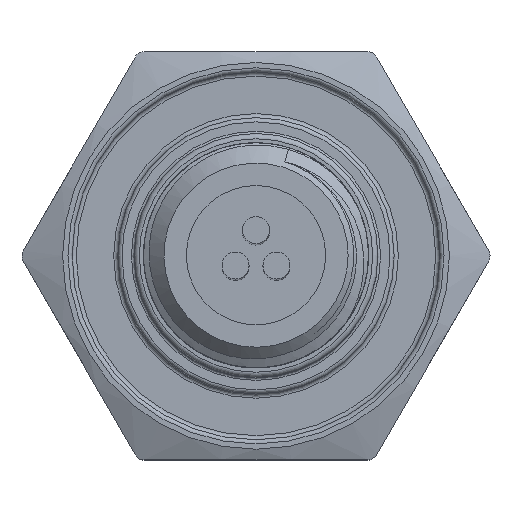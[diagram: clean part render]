
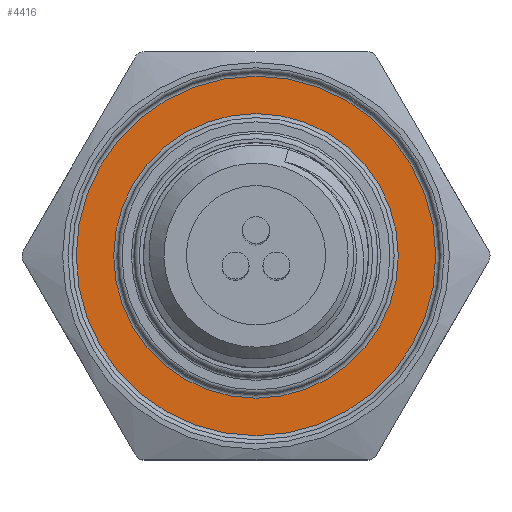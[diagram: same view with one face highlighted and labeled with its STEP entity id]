
A CAD part, top view. The second image highlights one B-rep face of the part: STEP entity #4416.
In plain terms, the highlighted planar face has unit normal (0, 0, 1).
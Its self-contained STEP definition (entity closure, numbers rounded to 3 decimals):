
#139=FACE_BOUND($,#1213,.T.);
#204=CIRCLE($,#4664,8.782);
#207=CIRCLE($,#4668,6.953);
#923=FACE_OUTER_BOUND($,#1212,.T.);
#1212=EDGE_LOOP($,(#3223));
#1213=EDGE_LOOP($,(#3224));
#2009=VERTEX_POINT($,#7212);
#2012=VERTEX_POINT($,#7219);
#2466=EDGE_CURVE($,#2009,#2009,#204,.T.);
#2469=EDGE_CURVE($,#2012,#2012,#207,.T.);
#3223=ORIENTED_EDGE($,*,*,#2466,.T.);
#3224=ORIENTED_EDGE($,*,*,#2469,.T.);
#4288=PLANE($,#4734);
#4416=ADVANCED_FACE($,(#923,#139),#4288,.T.);
#4664=AXIS2_PLACEMENT_3D($,#7213,#5001,#5002);
#4668=AXIS2_PLACEMENT_3D($,#7220,#5009,#5010);
#4734=AXIS2_PLACEMENT_3D($,#7636,#5157,#5158);
#5001=DIRECTION('center_axis',(0.,0.,1.));
#5002=DIRECTION('ref_axis',(1.,0.,0.));
#5009=DIRECTION('center_axis',(0.,0.,-1.));
#5010=DIRECTION('ref_axis',(1.,0.,0.));
#5157=DIRECTION('center_axis',(0.,0.,1.));
#5158=DIRECTION('ref_axis',(1.,0.,0.));
#7212=CARTESIAN_POINT('',(8.782,0.,16.129));
#7213=CARTESIAN_POINT('Origin',(0.,0.,16.129));
#7219=CARTESIAN_POINT('',(6.953,0.,16.129));
#7220=CARTESIAN_POINT('Origin',(0.,0.,16.129));
#7636=CARTESIAN_POINT('Origin',(0.,0.,16.129));
